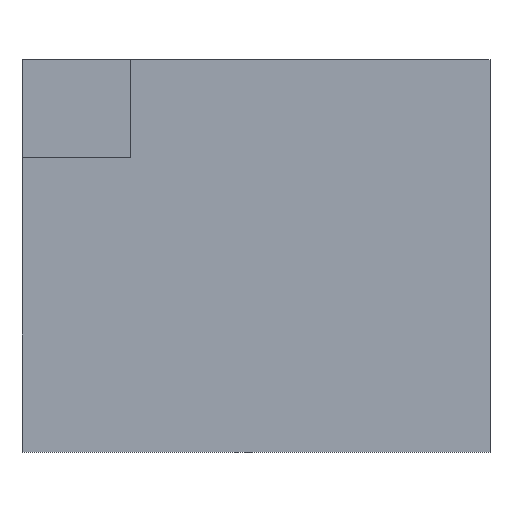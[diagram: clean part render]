
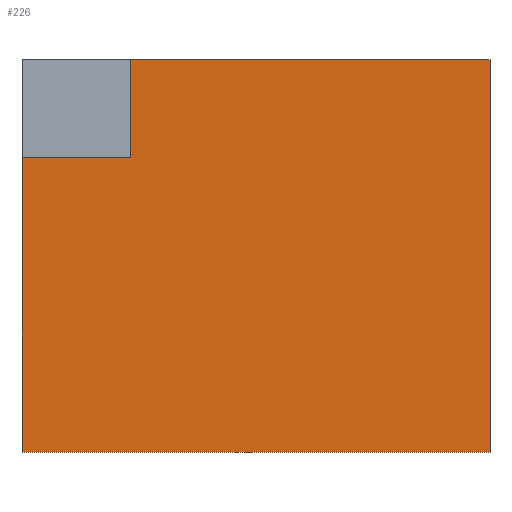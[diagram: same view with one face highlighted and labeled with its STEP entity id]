
A CAD part, top view. The second image highlights one B-rep face of the part: STEP entity #226.
In plain terms, the highlighted planar face has unit normal (0, 0, 1).
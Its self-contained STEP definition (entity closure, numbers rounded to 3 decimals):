
#4 = VERTEX_POINT ( 'NONE', #372 ) ;
#27 = DIRECTION ( 'NONE',  ( 0., 1., 0. ) ) ;
#38 = ORIENTED_EDGE ( 'NONE', *, *, #134, .T. ) ;
#85 = AXIS2_PLACEMENT_3D ( 'NONE', #914, #753, #355 ) ;
#122 = CARTESIAN_POINT ( 'NONE',  ( -0.804, -0.674, 0.439 ) ) ;
#134 = EDGE_CURVE ( 'NONE', #336, #4, #652, .T. ) ;
#164 = VECTOR ( 'NONE', #541, 1000. ) ;
#205 = LINE ( 'NONE', #122, #1033 ) ;
#218 = CARTESIAN_POINT ( 'NONE',  ( -0.804, 0.674, 0.439 ) ) ;
#226 = ADVANCED_FACE ( 'NONE', ( #844 ), #262, .T. ) ;
#262 = PLANE ( 'NONE',  #85 ) ;
#282 = LINE ( 'NONE', #922, #628 ) ;
#293 = CARTESIAN_POINT ( 'NONE',  ( -0.804, 0.337, 0.439 ) ) ;
#326 = CARTESIAN_POINT ( 'NONE',  ( -0.804, 0.337, 0.439 ) ) ;
#336 = VERTEX_POINT ( 'NONE', #1038 ) ;
#349 = VERTEX_POINT ( 'NONE', #921 ) ;
#355 = DIRECTION ( 'NONE',  ( 1., 0., 0. ) ) ;
#372 = CARTESIAN_POINT ( 'NONE',  ( 0.804, 0.674, 0.439 ) ) ;
#423 = EDGE_CURVE ( 'NONE', #752, #336, #205, .T. ) ;
#486 = EDGE_CURVE ( 'NONE', #349, #4, #951, .T. ) ;
#495 = EDGE_CURVE ( 'NONE', #738, #349, #865, .T. ) ;
#505 = VERTEX_POINT ( 'NONE', #293 ) ;
#532 = DIRECTION ( 'NONE',  ( 1., 0., 0. ) ) ;
#541 = DIRECTION ( 'NONE',  ( 1., 0., 0. ) ) ;
#546 = ORIENTED_EDGE ( 'NONE', *, *, #495, .F. ) ;
#555 = DIRECTION ( 'NONE',  ( 1., 0., 0. ) ) ;
#567 = LINE ( 'NONE', #326, #907 ) ;
#577 = ORIENTED_EDGE ( 'NONE', *, *, #423, .T. ) ;
#578 = CARTESIAN_POINT ( 'NONE',  ( -0.432, 0.337, 0.439 ) ) ;
#598 = CARTESIAN_POINT ( 'NONE',  ( -0.804, -0.674, 0.439 ) ) ;
#608 = CARTESIAN_POINT ( 'NONE',  ( -0.432, 0.674, 0.439 ) ) ;
#626 = ORIENTED_EDGE ( 'NONE', *, *, #882, .F. ) ;
#628 = VECTOR ( 'NONE', #27, 1000. ) ;
#652 = LINE ( 'NONE', #727, #816 ) ;
#667 = EDGE_CURVE ( 'NONE', #505, #738, #567, .T. ) ;
#727 = CARTESIAN_POINT ( 'NONE',  ( 0.804, -0.674, 0.439 ) ) ;
#738 = VERTEX_POINT ( 'NONE', #578 ) ;
#752 = VERTEX_POINT ( 'NONE', #598 ) ;
#753 = DIRECTION ( 'NONE',  ( 0., 0., 1. ) ) ;
#814 = ORIENTED_EDGE ( 'NONE', *, *, #486, .F. ) ;
#816 = VECTOR ( 'NONE', #960, 1000. ) ;
#827 = VECTOR ( 'NONE', #924, 1000. ) ;
#844 = FACE_OUTER_BOUND ( 'NONE', #1064, .T. ) ;
#865 = LINE ( 'NONE', #608, #827 ) ;
#882 = EDGE_CURVE ( 'NONE', #752, #505, #282, .T. ) ;
#893 = ORIENTED_EDGE ( 'NONE', *, *, #667, .F. ) ;
#907 = VECTOR ( 'NONE', #555, 1000. ) ;
#914 = CARTESIAN_POINT ( 'NONE',  ( 0., 0., 0.439 ) ) ;
#921 = CARTESIAN_POINT ( 'NONE',  ( -0.432, 0.674, 0.439 ) ) ;
#922 = CARTESIAN_POINT ( 'NONE',  ( -0.804, -0.674, 0.439 ) ) ;
#924 = DIRECTION ( 'NONE',  ( 0., 1., 0. ) ) ;
#951 = LINE ( 'NONE', #218, #164 ) ;
#960 = DIRECTION ( 'NONE',  ( 0., 1., 0. ) ) ;
#1033 = VECTOR ( 'NONE', #532, 1000. ) ;
#1038 = CARTESIAN_POINT ( 'NONE',  ( 0.804, -0.674, 0.439 ) ) ;
#1064 = EDGE_LOOP ( 'NONE', ( #546, #893, #626, #577, #38, #814 ) ) ;
